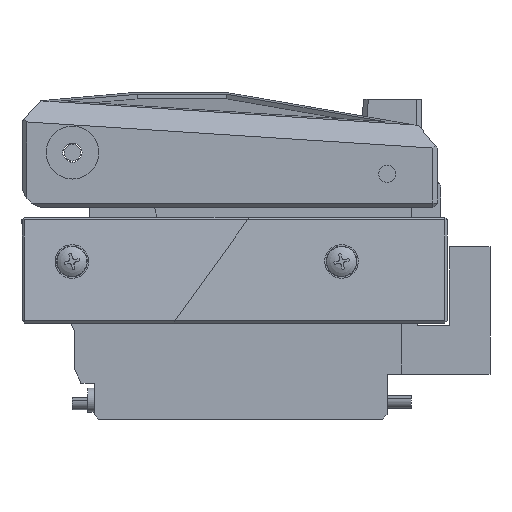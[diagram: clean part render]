
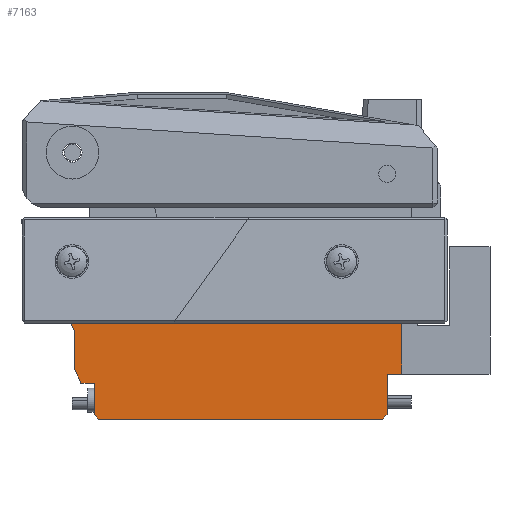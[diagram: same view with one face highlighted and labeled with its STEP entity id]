
A CAD part, left-side view. The second image highlights one B-rep face of the part: STEP entity #7163.
In plain terms, the highlighted planar face has unit normal (-1, 0, 0).
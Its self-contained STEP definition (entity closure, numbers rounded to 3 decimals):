
#521=ORIENTED_EDGE('',*,*,#2564,.T.);
#522=ORIENTED_EDGE('',*,*,#2580,.F.);
#523=ORIENTED_EDGE('',*,*,#2581,.T.);
#524=ORIENTED_EDGE('',*,*,#2556,.F.);
#525=ORIENTED_EDGE('',*,*,#2582,.F.);
#526=ORIENTED_EDGE('',*,*,#2583,.F.);
#527=ORIENTED_EDGE('',*,*,#2584,.F.);
#528=ORIENTED_EDGE('',*,*,#2585,.F.);
#529=ORIENTED_EDGE('',*,*,#2578,.F.);
#530=ORIENTED_EDGE('',*,*,#2586,.T.);
#531=ORIENTED_EDGE('',*,*,#2522,.T.);
#532=ORIENTED_EDGE('',*,*,#2587,.T.);
#2522=EDGE_CURVE('',#3551,#3554,#4256,.T.);
#2556=EDGE_CURVE('',#3582,#3583,#4282,.T.);
#2564=EDGE_CURVE('',#3591,#3589,#4290,.T.);
#2578=EDGE_CURVE('',#3604,#3601,#4302,.T.);
#2580=EDGE_CURVE('',#3606,#3589,#4303,.T.);
#2581=EDGE_CURVE('',#3606,#3583,#4304,.T.);
#2582=EDGE_CURVE('',#3607,#3582,#4305,.T.);
#2583=EDGE_CURVE('',#3608,#3607,#4306,.T.);
#2584=EDGE_CURVE('',#3609,#3608,#4307,.T.);
#2585=EDGE_CURVE('',#3601,#3609,#4308,.T.);
#2586=EDGE_CURVE('',#3604,#3551,#4309,.F.);
#2587=EDGE_CURVE('',#3554,#3591,#4310,.F.);
#3551=VERTEX_POINT('',#11201);
#3554=VERTEX_POINT('',#11206);
#3582=VERTEX_POINT('',#11273);
#3583=VERTEX_POINT('',#11275);
#3589=VERTEX_POINT('',#11289);
#3591=VERTEX_POINT('',#11292);
#3601=VERTEX_POINT('',#11314);
#3604=VERTEX_POINT('',#11319);
#3606=VERTEX_POINT('',#11325);
#3607=VERTEX_POINT('',#11328);
#3608=VERTEX_POINT('',#11330);
#3609=VERTEX_POINT('',#11332);
#4256=LINE('',#11207,#5052);
#4282=LINE('',#11274,#5078);
#4290=LINE('',#11291,#5086);
#4302=LINE('',#11320,#5098);
#4303=LINE('',#11324,#5099);
#4304=LINE('',#11326,#5100);
#4305=LINE('',#11327,#5101);
#4306=LINE('',#11329,#5102);
#4307=LINE('',#11331,#5103);
#4308=LINE('',#11333,#5104);
#4309=LINE('',#11334,#5105);
#4310=LINE('',#11335,#5106);
#5052=VECTOR('',#9172,1000.);
#5078=VECTOR('',#9224,1000.);
#5086=VECTOR('',#9234,1000.);
#5098=VECTOR('',#9252,1000.);
#5099=VECTOR('',#9257,1000.);
#5100=VECTOR('',#9258,1000.);
#5101=VECTOR('',#9259,1000.);
#5102=VECTOR('',#9260,1000.);
#5103=VECTOR('',#9261,1000.);
#5104=VECTOR('',#9262,1000.);
#5105=VECTOR('',#9263,1000.);
#5106=VECTOR('',#9264,1000.);
#5830=EDGE_LOOP('',(#521,#522,#523,#524,#525,#526,#527,#528,#529,#530,#531,
#532));
#6344=FACE_BOUND('',#5830,.T.);
#6851=PLANE('',#8544);
#7163=ADVANCED_FACE('',(#6344),#6851,.T.);
#8544=AXIS2_PLACEMENT_3D('',#11323,#9255,#9256);
#9172=DIRECTION('',(0.,-1.,0.));
#9224=DIRECTION('',(0.,-1.,0.));
#9234=DIRECTION('',(0.,0.,1.));
#9252=DIRECTION('',(0.,0.,1.));
#9255=DIRECTION('',(-1.,0.,0.));
#9256=DIRECTION('',(0.,-1.,0.));
#9257=DIRECTION('',(0.,1.,0.));
#9258=DIRECTION('',(0.,0.,1.));
#9259=DIRECTION('',(0.,0.447,0.894));
#9260=DIRECTION('',(0.,0.,1.));
#9261=DIRECTION('',(0.,0.414,0.91));
#9262=DIRECTION('',(0.,1.,0.));
#9263=DIRECTION('',(0.,0.707,0.707));
#9264=DIRECTION('',(0.,0.707,-0.707));
#11201=CARTESIAN_POINT('',(-19.5,11.314,-17.902));
#11206=CARTESIAN_POINT('',(-19.5,-18.186,-17.902));
#11207=CARTESIAN_POINT('',(-19.5,-3.436,-17.902));
#11273=CARTESIAN_POINT('',(-19.5,16.755,-2.902));
#11274=CARTESIAN_POINT('',(-19.5,13.189,-2.902));
#11275=CARTESIAN_POINT('',(-19.5,-20.186,-2.902));
#11289=CARTESIAN_POINT('',(-19.5,-18.686,-13.202));
#11291=CARTESIAN_POINT('',(-19.5,-18.686,-17.702));
#11292=CARTESIAN_POINT('',(-19.5,-18.686,-17.402));
#11314=CARTESIAN_POINT('',(-19.5,11.814,-14.152));
#11319=CARTESIAN_POINT('',(-19.5,11.814,-17.402));
#11320=CARTESIAN_POINT('',(-19.5,11.814,-17.702));
#11323=CARTESIAN_POINT('',(-19.5,-3.436,-16.302));
#11324=CARTESIAN_POINT('',(-19.5,-3.436,-13.202));
#11325=CARTESIAN_POINT('',(-19.5,-20.186,-13.202));
#11326=CARTESIAN_POINT('',(-19.5,-20.186,-8.027));
#11327=CARTESIAN_POINT('',(-19.5,15.367,-5.678));
#11328=CARTESIAN_POINT('',(-19.5,13.814,-8.784));
#11329=CARTESIAN_POINT('',(-19.5,13.814,-13.402));
#11330=CARTESIAN_POINT('',(-19.5,13.814,-12.753));
#11331=CARTESIAN_POINT('',(-19.5,9.521,-22.194));
#11332=CARTESIAN_POINT('',(-19.5,13.178,-14.152));
#11333=CARTESIAN_POINT('',(-19.5,13.064,-14.152));
#11334=CARTESIAN_POINT('',(-19.5,11.814,-17.402));
#11335=CARTESIAN_POINT('',(-19.5,-18.186,-17.902));
